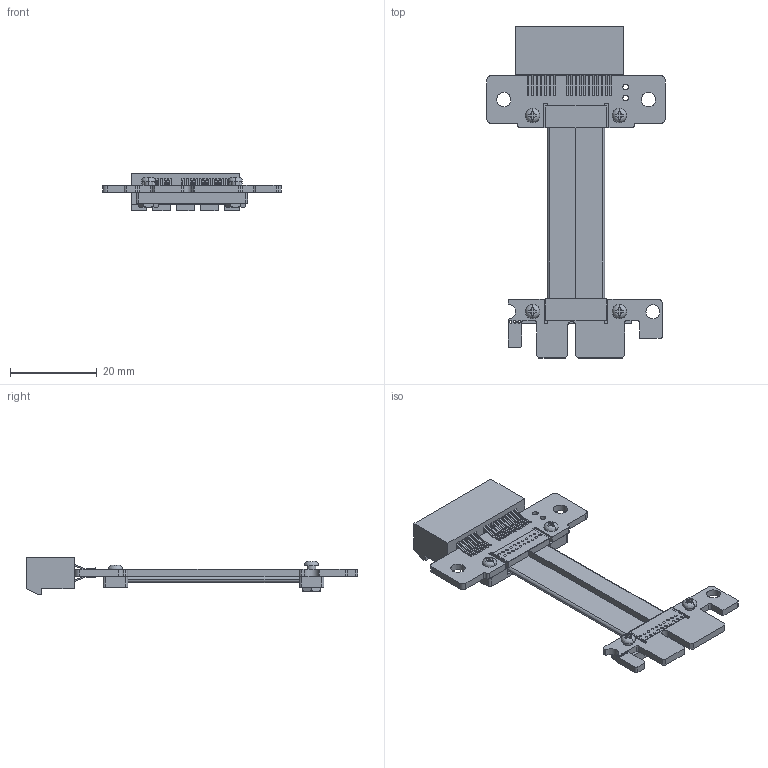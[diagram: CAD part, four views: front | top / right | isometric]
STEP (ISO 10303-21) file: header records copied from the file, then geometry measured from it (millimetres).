
FILE_DESCRIPTION(('Open CASCADE Model'),'2;1');
FILE_NAME('Open CASCADE Shape Model','2020-02-03T14:58:44',('Author'),( 'Open CASCADE'),'Open CASCADE STEP processor 6.8','Open CASCADE 6.8' ,'Unknown');
FILE_SCHEMA(('AUTOMOTIVE_DESIGN { 1 0 10303 214 1 1 1 1 }'));
Length unit declared in the file: millimetre
Products named in the file (13): PCB; Board; Open CASCADE STEP translator 6.8 2.1.1; Open CASCADE STEP translator 6.8 2.1.2; Free-Models; PCIe_x1_標啣敕諳_PCIE-036-02-S-D-EMS2_RGB4404530; _PCIE-036-02-S-D-EMS2_body; _PCIE-036-02-S-D-EMS2_pins1; Hexagon_nut_ISO_4032_(DIN_934)_-_M2_RGB9411503; RP11S-PAD; G0033_RGB9411503; Tape14x5_RGB0; cable20-43
Assembly tree (20 placements, depth 4):
  PCB
    Board
      Open CASCADE STEP translator 6.8 2.1.1
      Open CASCADE STEP translator 6.8 2.1.2
    Free-Models
      PCIe_x1_標啣敕諳_PCIE-036-02-S-D-EMS2_RGB4404530
        _PCIE-036-02-S-D-EMS2_body
        _PCIE-036-02-S-D-EMS2_pins1
      Hexagon_nut_ISO_4032_(DIN_934)_-_M2_RGB9411503  x4
      RP11S-PAD  x2
      G0033_RGB9411503  x4
      Tape14x5_RGB0  x2
      cable20-43
Bounding box: 41.08 x 76.4 x 8.7 mm (x, y, z)
Volume: 3876.7 mm3; surface area: 10499.9 mm2
Topology: 57 solids, 57 shells, 2259 faces, 6446 edges, 4240 vertices
Faces by surface type: plane 1354, cylinder 769, torus 80, cone 48, revolution 8
Full cylindrical faces by diameter (mm): 0.6 x43, 1.3 x2, 2.2 x8, 3.2 x1, 3.3 x2, 4.8 x4
Entity records: 84587 total; most frequent: CARTESIAN_POINT 12327, ORIENTED_EDGE 12108, DIRECTION 11880, EDGE_CURVE 6054, LINE 4376, VECTOR 4376, VERTEX_POINT 3990, AXIS2_PLACEMENT_3D 3751
